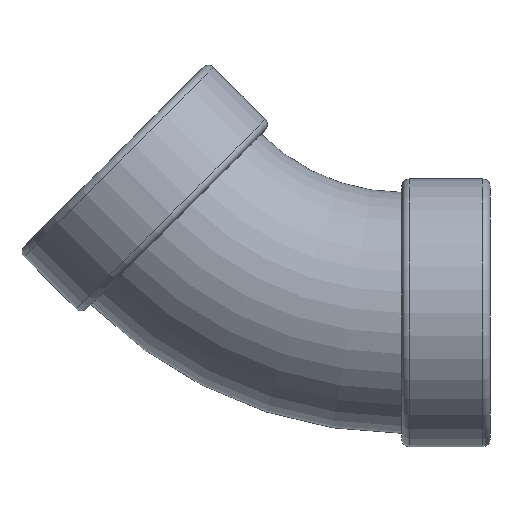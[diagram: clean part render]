
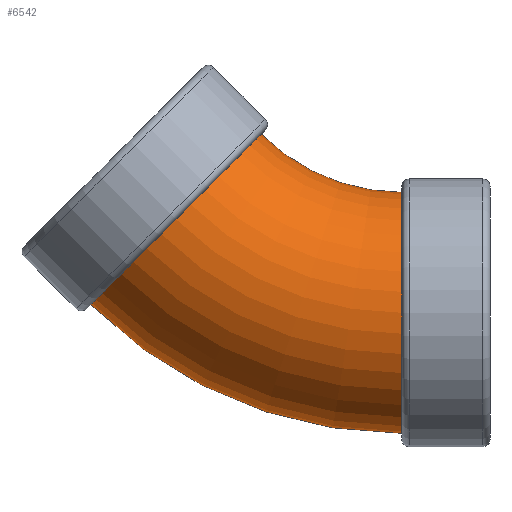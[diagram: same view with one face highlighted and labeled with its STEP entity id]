
A CAD part, left-side view. The second image highlights one B-rep face of the part: STEP entity #6542.
In plain terms, the highlighted toroidal (fillet/blend) face has major radius 25.755 mm and minor radius 9.716 mm.
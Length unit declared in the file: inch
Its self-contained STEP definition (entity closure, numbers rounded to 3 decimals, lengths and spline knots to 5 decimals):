
#28 = CARTESIAN_POINT ( 'NONE',  ( 0., 0.28, 1.01397 ) ) ;
#99 = AXIS2_PLACEMENT_3D ( 'NONE', #3437, #879, #6154 ) ;
#161 = CARTESIAN_POINT ( 'NONE',  ( 0., 0.28, 1.01397 ) ) ;
#628 = DIRECTION ( 'NONE',  ( 0., -0.707, 0.707 ) ) ;
#657 = EDGE_CURVE ( 'NONE', #6085, #7514, #1528, .T. ) ;
#879 = DIRECTION ( 'NONE',  ( 1., 0., 0. ) ) ;
#1056 = FACE_OUTER_BOUND ( 'NONE', #3396, .T. ) ;
#1406 = DIRECTION ( 'NONE',  ( 0., 1., 0. ) ) ;
#1469 = CARTESIAN_POINT ( 'NONE',  ( 0., 1.26745, 0.02652 ) ) ;
#1528 = CIRCLE ( 'NONE', #7518, 0.3825 ) ;
#1868 = ORIENTED_EDGE ( 'NONE', *, *, #3158, .T. ) ;
#2072 = DIRECTION ( 'NONE',  ( 0., 0., 1. ) ) ;
#2528 = CIRCLE ( 'NONE', #3490, 0.3825 ) ;
#3158 = EDGE_CURVE ( 'NONE', #7019, #7514, #6194, .T. ) ;
#3309 = AXIS2_PLACEMENT_3D ( 'NONE', #28, #4072, #7422 ) ;
#3396 = EDGE_LOOP ( 'NONE', ( #5447, #7956, #1868, #3936 ) ) ;
#3437 = CARTESIAN_POINT ( 'NONE',  ( 0., 0.28, 1.01397 ) ) ;
#3457 = CARTESIAN_POINT ( 'NONE',  ( 0., 0.28, 0. ) ) ;
#3460 = TOROIDAL_SURFACE ( 'NONE', #99, 1.01397, 0.3825 ) ;
#3490 = AXIS2_PLACEMENT_3D ( 'NONE', #3457, #1406, #2072 ) ;
#3936 = ORIENTED_EDGE ( 'NONE', *, *, #657, .F. ) ;
#4072 = DIRECTION ( 'NONE',  ( 1., 0., 0. ) ) ;
#4100 = CIRCLE ( 'NONE', #4375, 1.39647 ) ;
#4375 = AXIS2_PLACEMENT_3D ( 'NONE', #161, #5537, #8169 ) ;
#4697 = CARTESIAN_POINT ( 'NONE',  ( 0., 0.28, 0.3825 ) ) ;
#5018 = EDGE_CURVE ( 'NONE', #6552, #7019, #2528, .T. ) ;
#5254 = DIRECTION ( 'NONE',  ( 0., 0.707, 0.707 ) ) ;
#5447 = ORIENTED_EDGE ( 'NONE', *, *, #7667, .F. ) ;
#5537 = DIRECTION ( 'NONE',  ( 1., 0., 0. ) ) ;
#6085 = VERTEX_POINT ( 'NONE', #1469 ) ;
#6154 = DIRECTION ( 'NONE',  ( 0., 0., -1. ) ) ;
#6194 = CIRCLE ( 'NONE', #3309, 0.63147 ) ;
#6542 = ADVANCED_FACE ( 'NONE', ( #1056 ), #3460, .T. ) ;
#6552 = VERTEX_POINT ( 'NONE', #8196 ) ;
#7019 = VERTEX_POINT ( 'NONE', #4697 ) ;
#7422 = DIRECTION ( 'NONE',  ( 0., 0., -1. ) ) ;
#7514 = VERTEX_POINT ( 'NONE', #7851 ) ;
#7518 = AXIS2_PLACEMENT_3D ( 'NONE', #7909, #5254, #628 ) ;
#7667 = EDGE_CURVE ( 'NONE', #6552, #6085, #4100, .T. ) ;
#7851 = CARTESIAN_POINT ( 'NONE',  ( 0., 0.72652, 0.56745 ) ) ;
#7909 = CARTESIAN_POINT ( 'NONE',  ( 0., 0.99698, 0.29698 ) ) ;
#7956 = ORIENTED_EDGE ( 'NONE', *, *, #5018, .T. ) ;
#8169 = DIRECTION ( 'NONE',  ( 0., 0., -1. ) ) ;
#8196 = CARTESIAN_POINT ( 'NONE',  ( 0., 0.28, -0.3825 ) ) ;
